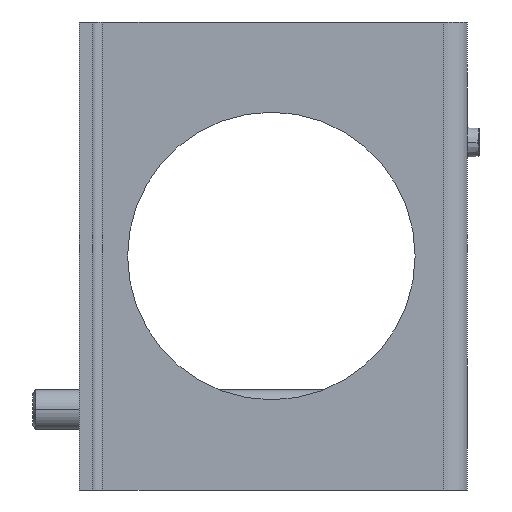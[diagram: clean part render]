
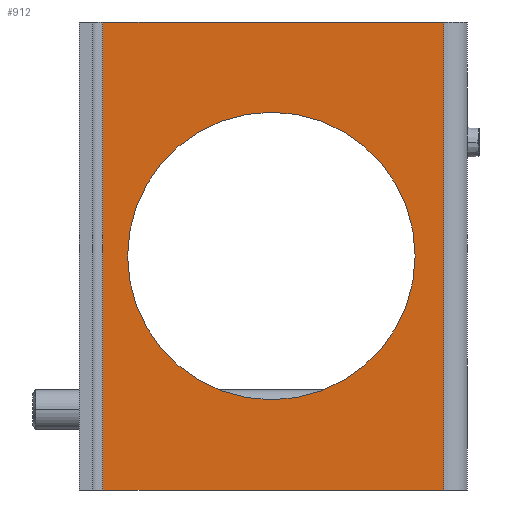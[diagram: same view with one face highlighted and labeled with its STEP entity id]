
A CAD part, left-side view. The second image highlights one B-rep face of the part: STEP entity #912.
In plain terms, the highlighted planar face has unit normal (-1, 0, 0).
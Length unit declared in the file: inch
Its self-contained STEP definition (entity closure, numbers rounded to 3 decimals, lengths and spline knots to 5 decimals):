
#41 = CARTESIAN_POINT ( 'NONE',  ( -0.07874, 0., -0.84646 ) ) ;
#334 = AXIS2_PLACEMENT_3D ( 'NONE', #4411, #10697, #5329 ) ;
#912 = ADVANCED_FACE ( 'NONE', ( #10491, #8409 ), #6149, .F. ) ;
#1144 = CARTESIAN_POINT ( 'NONE',  ( -0.07874, -1.01575, 1.37795 ) ) ;
#1159 = DIRECTION ( 'NONE',  ( -1., 0., 0. ) ) ;
#1167 = EDGE_CURVE ( 'NONE', #7412, #8823, #9502, .T. ) ;
#1218 = VERTEX_POINT ( 'NONE', #1233 ) ;
#1233 = CARTESIAN_POINT ( 'NONE',  ( -0.07874, 0.99213, -1.37795 ) ) ;
#2113 = DIRECTION ( 'NONE',  ( -1., 0., 0. ) ) ;
#3368 = ORIENTED_EDGE ( 'NONE', *, *, #5713, .F. ) ;
#3384 = DIRECTION ( 'NONE',  ( 0., 1., 0. ) ) ;
#3545 = VECTOR ( 'NONE', #3384, 39.37008 ) ;
#3694 = VERTEX_POINT ( 'NONE', #7717 ) ;
#3854 = LINE ( 'NONE', #6763, #5982 ) ;
#4411 = CARTESIAN_POINT ( 'NONE',  ( -0.07874, 0.99213, 1.37795 ) ) ;
#4472 = ORIENTED_EDGE ( 'NONE', *, *, #9994, .F. ) ;
#4568 = AXIS2_PLACEMENT_3D ( 'NONE', #6595, #1159, #7481 ) ;
#4668 = ORIENTED_EDGE ( 'NONE', *, *, #11501, .F. ) ;
#4849 = ORIENTED_EDGE ( 'NONE', *, *, #5107, .F. ) ;
#4926 = CARTESIAN_POINT ( 'NONE',  ( -0.07874, -1.01575, 1.37795 ) ) ;
#4931 = DIRECTION ( 'NONE',  ( 0., -1., 0. ) ) ;
#5107 = EDGE_CURVE ( 'NONE', #6332, #1218, #8620, .T. ) ;
#5164 = CIRCLE ( 'NONE', #9222, 0.84646 ) ;
#5329 = DIRECTION ( 'NONE',  ( 0., 0., -1. ) ) ;
#5356 = DIRECTION ( 'NONE',  ( 0., 0., 1. ) ) ;
#5387 = CARTESIAN_POINT ( 'NONE',  ( -0.07874, 0.99213, 1.37795 ) ) ;
#5713 = EDGE_CURVE ( 'NONE', #8823, #7412, #5164, .T. ) ;
#5778 = CARTESIAN_POINT ( 'NONE',  ( -0.07874, -1.01575, -1.37795 ) ) ;
#5845 = DIRECTION ( 'NONE',  ( 0., 0., -1. ) ) ;
#5982 = VECTOR ( 'NONE', #4931, 39.37008 ) ;
#6149 = PLANE ( 'NONE',  #334 ) ;
#6332 = VERTEX_POINT ( 'NONE', #5778 ) ;
#6458 = CARTESIAN_POINT ( 'NONE',  ( -0.07874, 0., 0.84646 ) ) ;
#6461 = VECTOR ( 'NONE', #5845, 39.37008 ) ;
#6595 = CARTESIAN_POINT ( 'NONE',  ( -0.07874, 0., 0. ) ) ;
#6743 = LINE ( 'NONE', #4926, #6461 ) ;
#6763 = CARTESIAN_POINT ( 'NONE',  ( -0.07874, 0.99213, 1.37795 ) ) ;
#7412 = VERTEX_POINT ( 'NONE', #41 ) ;
#7481 = DIRECTION ( 'NONE',  ( 0., 0., 1. ) ) ;
#7534 = CARTESIAN_POINT ( 'NONE',  ( -0.07874, 0., 0. ) ) ;
#7717 = CARTESIAN_POINT ( 'NONE',  ( -0.07874, 0.99213, 1.37795 ) ) ;
#7893 = CARTESIAN_POINT ( 'NONE',  ( -0.07874, 0.99213, -1.37795 ) ) ;
#8093 = ORIENTED_EDGE ( 'NONE', *, *, #1167, .F. ) ;
#8259 = EDGE_LOOP ( 'NONE', ( #4849, #4472, #4668, #8273 ) ) ;
#8273 = ORIENTED_EDGE ( 'NONE', *, *, #8762, .F. ) ;
#8409 = FACE_BOUND ( 'NONE', #9345, .T. ) ;
#8442 = DIRECTION ( 'NONE',  ( 0., 0., 1. ) ) ;
#8620 = LINE ( 'NONE', #7893, #3545 ) ;
#8762 = EDGE_CURVE ( 'NONE', #1218, #3694, #9586, .T. ) ;
#8823 = VERTEX_POINT ( 'NONE', #6458 ) ;
#8909 = VERTEX_POINT ( 'NONE', #1144 ) ;
#9222 = AXIS2_PLACEMENT_3D ( 'NONE', #7534, #2113, #8442 ) ;
#9313 = VECTOR ( 'NONE', #5356, 39.37008 ) ;
#9345 = EDGE_LOOP ( 'NONE', ( #3368, #8093 ) ) ;
#9502 = CIRCLE ( 'NONE', #4568, 0.84646 ) ;
#9586 = LINE ( 'NONE', #5387, #9313 ) ;
#9994 = EDGE_CURVE ( 'NONE', #8909, #6332, #6743, .T. ) ;
#10491 = FACE_OUTER_BOUND ( 'NONE', #8259, .T. ) ;
#10697 = DIRECTION ( 'NONE',  ( 1., 0., 0. ) ) ;
#11501 = EDGE_CURVE ( 'NONE', #3694, #8909, #3854, .T. ) ;
